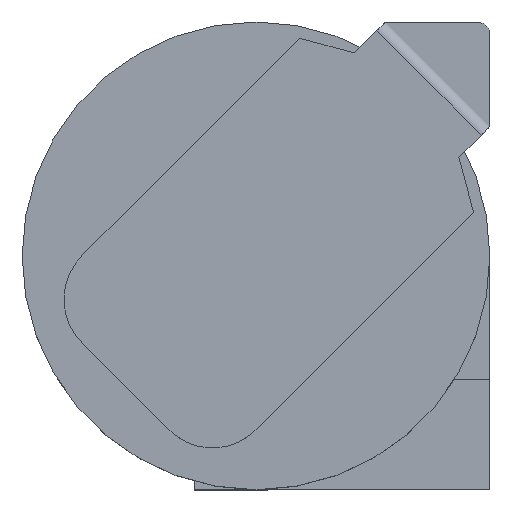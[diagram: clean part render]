
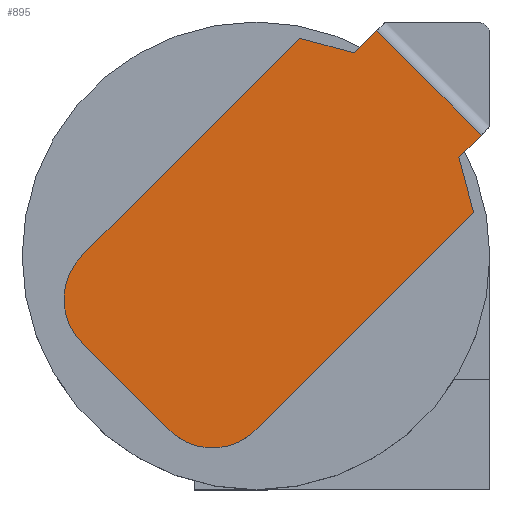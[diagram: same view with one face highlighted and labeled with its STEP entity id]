
A CAD part, top view. The second image highlights one B-rep face of the part: STEP entity #895.
In plain terms, the highlighted planar face has unit normal (0, 0, 1).
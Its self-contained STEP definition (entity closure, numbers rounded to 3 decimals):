
#7 = VECTOR ( 'NONE', #1652, 1000. ) ;
#10 = CIRCLE ( 'NONE', #186, 0.5 ) ;
#28 = VECTOR ( 'NONE', #1751, 1000. ) ;
#56 = DIRECTION ( 'NONE',  ( 0., 0., 1. ) ) ;
#69 = ORIENTED_EDGE ( 'NONE', *, *, #1536, .T. ) ;
#107 = LINE ( 'NONE', #1795, #1272 ) ;
#111 = CARTESIAN_POINT ( 'NONE',  ( -2.388, -0.062, 3. ) ) ;
#128 = FACE_OUTER_BOUND ( 'NONE', #893, .T. ) ;
#132 = CARTESIAN_POINT ( 'NONE',  ( 0.007, 1.767, 3. ) ) ;
#144 = CARTESIAN_POINT ( 'NONE',  ( -0.62, 1.706, 3. ) ) ;
#145 = VECTOR ( 'NONE', #441, 1000. ) ;
#165 = LINE ( 'NONE', #1870, #948 ) ;
#168 = LINE ( 'NONE', #1731, #2018 ) ;
#182 = LINE ( 'NONE', #865, #28 ) ;
#186 = AXIS2_PLACEMENT_3D ( 'NONE', #395, #56, #1610 ) ;
#256 = ORIENTED_EDGE ( 'NONE', *, *, #502, .T. ) ;
#272 = EDGE_CURVE ( 'NONE', #606, #1475, #380, .T. ) ;
#315 = EDGE_CURVE ( 'NONE', #1461, #606, #2167, .T. ) ;
#331 = VERTEX_POINT ( 'NONE', #144 ) ;
#380 = CIRCLE ( 'NONE', #1449, 0.5 ) ;
#395 = CARTESIAN_POINT ( 'NONE',  ( -2.035, -0.416, 3. ) ) ;
#441 = DIRECTION ( 'NONE',  ( -0.966, 0.259, 0. ) ) ;
#458 = ORIENTED_EDGE ( 'NONE', *, *, #315, .T. ) ;
#474 = DIRECTION ( 'NONE',  ( 1., 0., 0. ) ) ;
#502 = EDGE_CURVE ( 'NONE', #1293, #747, #2118, .T. ) ;
#524 = CARTESIAN_POINT ( 'NONE',  ( 0.855, 0.919, 3. ) ) ;
#534 = CARTESIAN_POINT ( 'NONE',  ( -2.388, -0.062, 3. ) ) ;
#548 = ORIENTED_EDGE ( 'NONE', *, *, #272, .T. ) ;
#551 = CARTESIAN_POINT ( 'NONE',  ( -2.388, -0.769, 3. ) ) ;
#562 = VECTOR ( 'NONE', #1642, 1000. ) ;
#577 = VECTOR ( 'NONE', #1617, 1000. ) ;
#595 = CARTESIAN_POINT ( 'NONE',  ( 0.674, 0.738, 3. ) ) ;
#598 = VERTEX_POINT ( 'NONE', #1007 ) ;
#606 = VERTEX_POINT ( 'NONE', #2176 ) ;
#747 = VERTEX_POINT ( 'NONE', #524 ) ;
#770 = VERTEX_POINT ( 'NONE', #534 ) ;
#782 = DIRECTION ( 'NONE',  ( -0.707, -0.707, 0. ) ) ;
#800 = PLANE ( 'NONE',  #1208 ) ;
#816 = CARTESIAN_POINT ( 'NONE',  ( -2.035, -0.416, 3. ) ) ;
#865 = CARTESIAN_POINT ( 'NONE',  ( -0.974, -1.476, 3. ) ) ;
#893 = EDGE_LOOP ( 'NONE', ( #256, #1913, #1976, #1614, #934, #69, #458, #548, #1603, #2142 ) ) ;
#895 = ADVANCED_FACE ( 'NONE', ( #128 ), #800, .T. ) ;
#896 = EDGE_CURVE ( 'NONE', #923, #747, #165, .T. ) ;
#923 = VERTEX_POINT ( 'NONE', #132 ) ;
#934 = ORIENTED_EDGE ( 'NONE', *, *, #1520, .T. ) ;
#948 = VECTOR ( 'NONE', #1504, 1000. ) ;
#958 = LINE ( 'NONE', #111, #562 ) ;
#1007 = CARTESIAN_POINT ( 'NONE',  ( 0.794, 0.292, 3. ) ) ;
#1018 = CARTESIAN_POINT ( 'NONE',  ( -2.388, -0.769, 3. ) ) ;
#1156 = CARTESIAN_POINT ( 'NONE',  ( -1.328, -1.123, 3. ) ) ;
#1208 = AXIS2_PLACEMENT_3D ( 'NONE', #816, #2196, #474 ) ;
#1233 = CARTESIAN_POINT ( 'NONE',  ( -0.974, -1.476, 3. ) ) ;
#1252 = EDGE_CURVE ( 'NONE', #1752, #331, #1972, .T. ) ;
#1272 = VECTOR ( 'NONE', #782, 1000. ) ;
#1293 = VERTEX_POINT ( 'NONE', #1656 ) ;
#1313 = CARTESIAN_POINT ( 'NONE',  ( -0.62, 1.706, 3. ) ) ;
#1341 = EDGE_CURVE ( 'NONE', #598, #1293, #168, .T. ) ;
#1449 = AXIS2_PLACEMENT_3D ( 'NONE', #1156, #1827, #2025 ) ;
#1461 = VERTEX_POINT ( 'NONE', #551 ) ;
#1475 = VERTEX_POINT ( 'NONE', #1233 ) ;
#1504 = DIRECTION ( 'NONE',  ( 0.707, -0.707, 0. ) ) ;
#1518 = DIRECTION ( 'NONE',  ( -0.259, 0.966, 0. ) ) ;
#1520 = EDGE_CURVE ( 'NONE', #331, #770, #958, .T. ) ;
#1536 = EDGE_CURVE ( 'NONE', #770, #1461, #10, .T. ) ;
#1603 = ORIENTED_EDGE ( 'NONE', *, *, #1974, .T. ) ;
#1610 = DIRECTION ( 'NONE',  ( -1., 0., 0. ) ) ;
#1614 = ORIENTED_EDGE ( 'NONE', *, *, #1252, .T. ) ;
#1617 = DIRECTION ( 'NONE',  ( 0.707, 0.707, 0. ) ) ;
#1642 = DIRECTION ( 'NONE',  ( -0.707, -0.707, 0. ) ) ;
#1652 = DIRECTION ( 'NONE',  ( 0.707, -0.707, 0. ) ) ;
#1656 = CARTESIAN_POINT ( 'NONE',  ( 0.674, 0.738, 3. ) ) ;
#1676 = CARTESIAN_POINT ( 'NONE',  ( -0.174, 1.586, 3. ) ) ;
#1731 = CARTESIAN_POINT ( 'NONE',  ( 0.794, 0.292, 3. ) ) ;
#1751 = DIRECTION ( 'NONE',  ( 0.707, 0.707, 0. ) ) ;
#1752 = VERTEX_POINT ( 'NONE', #1676 ) ;
#1795 = CARTESIAN_POINT ( 'NONE',  ( -0.174, 1.586, 3. ) ) ;
#1827 = DIRECTION ( 'NONE',  ( 0., 0., 1. ) ) ;
#1870 = CARTESIAN_POINT ( 'NONE',  ( 0.431, 1.343, 3. ) ) ;
#1913 = ORIENTED_EDGE ( 'NONE', *, *, #896, .F. ) ;
#1972 = LINE ( 'NONE', #1313, #145 ) ;
#1974 = EDGE_CURVE ( 'NONE', #1475, #598, #182, .T. ) ;
#1976 = ORIENTED_EDGE ( 'NONE', *, *, #2006, .T. ) ;
#2006 = EDGE_CURVE ( 'NONE', #923, #1752, #107, .T. ) ;
#2018 = VECTOR ( 'NONE', #1518, 1000. ) ;
#2025 = DIRECTION ( 'NONE',  ( 1., 0., 0. ) ) ;
#2118 = LINE ( 'NONE', #595, #577 ) ;
#2142 = ORIENTED_EDGE ( 'NONE', *, *, #1341, .T. ) ;
#2167 = LINE ( 'NONE', #1018, #7 ) ;
#2176 = CARTESIAN_POINT ( 'NONE',  ( -1.681, -1.476, 3. ) ) ;
#2196 = DIRECTION ( 'NONE',  ( 0., 0., 1. ) ) ;
